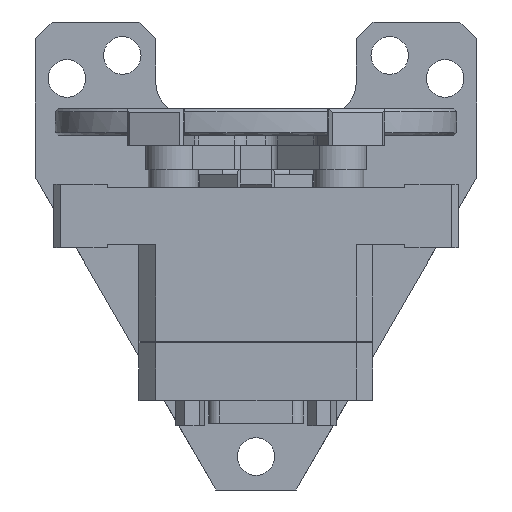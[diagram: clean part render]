
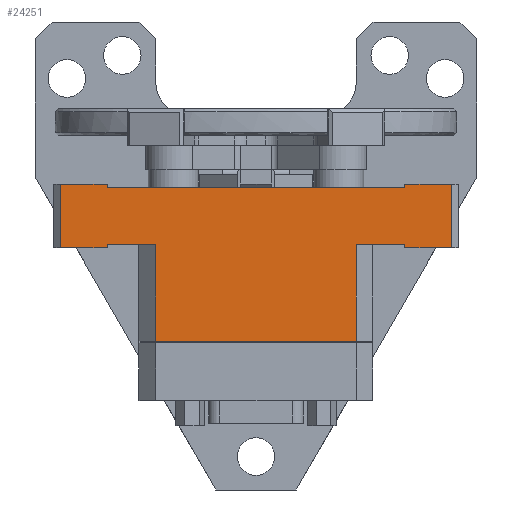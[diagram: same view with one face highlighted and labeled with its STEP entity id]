
A CAD part, front view. The second image highlights one B-rep face of the part: STEP entity #24251.
In plain terms, the highlighted planar face has unit normal (0, -1, 0).
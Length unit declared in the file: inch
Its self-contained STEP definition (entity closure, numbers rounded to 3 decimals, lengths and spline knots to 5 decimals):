
#306 = EDGE_LOOP ( 'NONE', ( #18871, #1818, #18677, #18797, #1769, #1802, #18808, #18764, #18843, #1829, #18831, #1791, #18896, #1761, #1849, #18742 ) ) ;
#1761 = ORIENTED_EDGE ( 'NONE', *, *, #28480, .T. ) ;
#1769 = ORIENTED_EDGE ( 'NONE', *, *, #29163, .F. ) ;
#1791 = ORIENTED_EDGE ( 'NONE', *, *, #28484, .T. ) ;
#1802 = ORIENTED_EDGE ( 'NONE', *, *, #28494, .F. ) ;
#1818 = ORIENTED_EDGE ( 'NONE', *, *, #28499, .T. ) ;
#1829 = ORIENTED_EDGE ( 'NONE', *, *, #28486, .T. ) ;
#1849 = ORIENTED_EDGE ( 'NONE', *, *, #24141, .T. ) ;
#4030 = VERTEX_POINT ( 'NONE', #20945 ) ;
#4065 = VERTEX_POINT ( 'NONE', #20980 ) ;
#6590 = LINE ( 'NONE', #6591, #13545 ) ;
#6591 = CARTESIAN_POINT ( 'NONE',  ( -1.5625, -1.12505, 0.6 ) ) ;
#6592 = DIRECTION ( 'NONE',  ( 1., 0., 0. ) ) ;
#7015 = VERTEX_POINT ( 'NONE', #21273 ) ;
#7229 = LINE ( 'NONE', #7261, #14460 ) ;
#7240 = LINE ( 'NONE', #7288, #14489 ) ;
#7261 = CARTESIAN_POINT ( 'NONE',  ( 1.1125, -1.12506, 0.575 ) ) ;
#7262 = DIRECTION ( 'NONE',  ( 0., 0., 1. ) ) ;
#7263 = LINE ( 'NONE', #7264, #14493 ) ;
#7264 = CARTESIAN_POINT ( 'NONE',  ( 0.75, -1.12505, -0.174 ) ) ;
#7265 = DIRECTION ( 'NONE',  ( 0., 0., 1. ) ) ;
#7266 = LINE ( 'NONE', #7267, #14497 ) ;
#7267 = CARTESIAN_POINT ( 'NONE',  ( 0.75, -1.12505, -0.124 ) ) ;
#7268 = DIRECTION ( 'NONE',  ( -1., 0., 0. ) ) ;
#7269 = LINE ( 'NONE', #7270, #14501 ) ;
#7270 = CARTESIAN_POINT ( 'NONE',  ( -0.75, -1.12505, -0.174 ) ) ;
#7271 = DIRECTION ( 'NONE',  ( 0., 0., -1. ) ) ;
#7272 = LINE ( 'NONE', #7273, #14505 ) ;
#7273 = CARTESIAN_POINT ( 'NONE',  ( -1.1125, -1.12505, 0.575 ) ) ;
#7274 = DIRECTION ( 'NONE',  ( 0., 0., 1. ) ) ;
#7275 = LINE ( 'NONE', #7276, #14508 ) ;
#7276 = CARTESIAN_POINT ( 'NONE',  ( -1.5125, -1.12505, 0.575 ) ) ;
#7277 = DIRECTION ( 'NONE',  ( -1., 0., 0. ) ) ;
#7278 = LINE ( 'NONE', #7279, #14513 ) ;
#7279 = CARTESIAN_POINT ( 'NONE',  ( -1.4625, -1.12505, 1.025 ) ) ;
#7280 = DIRECTION ( 'NONE',  ( 0., 0., -1. ) ) ;
#7281 = LINE ( 'NONE', #7282, #14517 ) ;
#7282 = CARTESIAN_POINT ( 'NONE',  ( -1.5125, -1.12505, 1.05 ) ) ;
#7283 = DIRECTION ( 'NONE',  ( 1., 0., 0. ) ) ;
#7284 = LINE ( 'NONE', #7286, #14521 ) ;
#7286 = CARTESIAN_POINT ( 'NONE',  ( -1.1125, -1.12505, 1.05 ) ) ;
#7287 = DIRECTION ( 'NONE',  ( 0., 0., -1. ) ) ;
#7288 = CARTESIAN_POINT ( 'NONE',  ( 1.1125, -1.12506, 1.05 ) ) ;
#7289 = DIRECTION ( 'NONE',  ( 0., 0., -1. ) ) ;
#7290 = LINE ( 'NONE', #7291, #14530 ) ;
#7291 = CARTESIAN_POINT ( 'NONE',  ( 1.1125, -1.12506, 1.05 ) ) ;
#7292 = DIRECTION ( 'NONE',  ( 1., 0., 0. ) ) ;
#7293 = LINE ( 'NONE', #7294, #14534 ) ;
#7294 = CARTESIAN_POINT ( 'NONE',  ( 1.4625, -1.12506, 1.025 ) ) ;
#7295 = DIRECTION ( 'NONE',  ( 0., 0., 1. ) ) ;
#7296 = LINE ( 'NONE', #7297, #14376 ) ;
#7297 = CARTESIAN_POINT ( 'NONE',  ( 1.5125, -1.12506, 0.575 ) ) ;
#7298 = DIRECTION ( 'NONE',  ( -1., 0., 0. ) ) ;
#7989 = CARTESIAN_POINT ( 'NONE',  ( -1.1125, -1.12505, 0.575 ) ) ;
#8207 = CARTESIAN_POINT ( 'NONE',  ( -1.5625, -1.12505, 1.025 ) ) ;
#8209 = LINE ( 'NONE', #8207, #29468 ) ;
#8214 = DIRECTION ( 'NONE',  ( 1., 0., 0. ) ) ;
#8245 = VERTEX_POINT ( 'NONE', #21378 ) ;
#8267 = VERTEX_POINT ( 'NONE', #21400 ) ;
#8280 = VERTEX_POINT ( 'NONE', #21412 ) ;
#8331 = VERTEX_POINT ( 'NONE', #21444 ) ;
#8363 = VERTEX_POINT ( 'NONE', #21471 ) ;
#11582 = CARTESIAN_POINT ( 'NONE',  ( -1.1125, -1.12505, 1.025 ) ) ;
#11607 = CARTESIAN_POINT ( 'NONE',  ( 1.1125, -1.12506, 1.025 ) ) ;
#11680 = CARTESIAN_POINT ( 'NONE',  ( -1.1125, -1.12505, 0.6 ) ) ;
#11687 = CARTESIAN_POINT ( 'NONE',  ( -0.75, -1.12505, 0.6 ) ) ;
#12249 = FACE_OUTER_BOUND ( 'NONE', #306, .T. ) ;
#12252 = CARTESIAN_POINT ( 'NONE',  ( -1.5625, -1.12505, 1.025 ) ) ;
#12253 = PLANE ( 'NONE',  #13630 ) ;
#12254 = DIRECTION ( 'NONE',  ( 0., 1., 0. ) ) ;
#12255 = DIRECTION ( 'NONE',  ( -1., 0., 0. ) ) ;
#12424 = CARTESIAN_POINT ( 'NONE',  ( -0.75, -1.12505, -0.124 ) ) ;
#12458 = CARTESIAN_POINT ( 'NONE',  ( 1.4625, -1.12506, 0.575 ) ) ;
#12522 = CARTESIAN_POINT ( 'NONE',  ( 1.4625, -1.12506, 1.05 ) ) ;
#13545 = VECTOR ( 'NONE', #6592, 39.37008 ) ;
#13630 = AXIS2_PLACEMENT_3D ( 'NONE', #12252, #12254, #12255 ) ;
#14376 = VECTOR ( 'NONE', #7298, 39.37008 ) ;
#14460 = VECTOR ( 'NONE', #7262, 39.37008 ) ;
#14489 = VECTOR ( 'NONE', #7289, 39.37008 ) ;
#14493 = VECTOR ( 'NONE', #7265, 39.37008 ) ;
#14497 = VECTOR ( 'NONE', #7268, 39.37008 ) ;
#14501 = VECTOR ( 'NONE', #7271, 39.37008 ) ;
#14505 = VECTOR ( 'NONE', #7274, 39.37008 ) ;
#14508 = VECTOR ( 'NONE', #7277, 39.37008 ) ;
#14513 = VECTOR ( 'NONE', #7280, 39.37008 ) ;
#14517 = VECTOR ( 'NONE', #7283, 39.37008 ) ;
#14521 = VECTOR ( 'NONE', #7287, 39.37008 ) ;
#14530 = VECTOR ( 'NONE', #7292, 39.37008 ) ;
#14534 = VECTOR ( 'NONE', #7295, 39.37008 ) ;
#16960 = LINE ( 'NONE', #16982, #23050 ) ;
#16982 = CARTESIAN_POINT ( 'NONE',  ( -1.5625, -1.12505, 0.6 ) ) ;
#16986 = DIRECTION ( 'NONE',  ( 1., 0., 0. ) ) ;
#18677 = ORIENTED_EDGE ( 'NONE', *, *, #28497, .F. ) ;
#18742 = ORIENTED_EDGE ( 'NONE', *, *, #28478, .F. ) ;
#18764 = ORIENTED_EDGE ( 'NONE', *, *, #28491, .T. ) ;
#18797 = ORIENTED_EDGE ( 'NONE', *, *, #28495, .T. ) ;
#18808 = ORIENTED_EDGE ( 'NONE', *, *, #28493, .F. ) ;
#18831 = ORIENTED_EDGE ( 'NONE', *, *, #21741, .T. ) ;
#18843 = ORIENTED_EDGE ( 'NONE', *, *, #28488, .F. ) ;
#18871 = ORIENTED_EDGE ( 'NONE', *, *, #28502, .F. ) ;
#18896 = ORIENTED_EDGE ( 'NONE', *, *, #28482, .F. ) ;
#20945 = CARTESIAN_POINT ( 'NONE',  ( 0.75, -1.12505, 0.6 ) ) ;
#20980 = CARTESIAN_POINT ( 'NONE',  ( 1.1125, -1.12506, 0.6 ) ) ;
#21273 = CARTESIAN_POINT ( 'NONE',  ( -1.4625, -1.12505, 0.575 ) ) ;
#21378 = CARTESIAN_POINT ( 'NONE',  ( -1.4625, -1.12505, 1.05 ) ) ;
#21400 = CARTESIAN_POINT ( 'NONE',  ( 1.1125, -1.12506, 0.575 ) ) ;
#21412 = CARTESIAN_POINT ( 'NONE',  ( 1.1125, -1.12506, 1.05 ) ) ;
#21444 = CARTESIAN_POINT ( 'NONE',  ( -1.1125, -1.12505, 1.05 ) ) ;
#21471 = CARTESIAN_POINT ( 'NONE',  ( 0.75, -1.12505, -0.124 ) ) ;
#21741 = EDGE_CURVE ( 'NONE', #29694, #29701, #16960, .T. ) ;
#23050 = VECTOR ( 'NONE', #16986, 39.37008 ) ;
#24141 = EDGE_CURVE ( 'NONE', #4030, #4065, #6590, .T. ) ;
#24251 = ADVANCED_FACE ( 'NONE', ( #12249 ), #12253, .F. ) ;
#24650 = VERTEX_POINT ( 'NONE', #12424 ) ;
#24684 = VERTEX_POINT ( 'NONE', #12458 ) ;
#24748 = VERTEX_POINT ( 'NONE', #12522 ) ;
#28478 = EDGE_CURVE ( 'NONE', #8267, #4065, #7229, .T. ) ;
#28480 = EDGE_CURVE ( 'NONE', #8363, #4030, #7263, .T. ) ;
#28482 = EDGE_CURVE ( 'NONE', #8363, #24650, #7266, .T. ) ;
#28484 = EDGE_CURVE ( 'NONE', #29701, #24650, #7269, .T. ) ;
#28486 = EDGE_CURVE ( 'NONE', #29029, #29694, #7272, .T. ) ;
#28488 = EDGE_CURVE ( 'NONE', #29029, #7015, #7275, .T. ) ;
#28491 = EDGE_CURVE ( 'NONE', #8245, #7015, #7278, .T. ) ;
#28493 = EDGE_CURVE ( 'NONE', #8245, #8331, #7281, .T. ) ;
#28494 = EDGE_CURVE ( 'NONE', #8331, #29596, #7284, .T. ) ;
#28495 = EDGE_CURVE ( 'NONE', #8280, #29621, #7240, .T. ) ;
#28497 = EDGE_CURVE ( 'NONE', #8280, #24748, #7290, .T. ) ;
#28499 = EDGE_CURVE ( 'NONE', #24684, #24748, #7293, .T. ) ;
#28502 = EDGE_CURVE ( 'NONE', #24684, #8267, #7296, .T. ) ;
#29029 = VERTEX_POINT ( 'NONE', #7989 ) ;
#29163 = EDGE_CURVE ( 'NONE', #29596, #29621, #8209, .T. ) ;
#29468 = VECTOR ( 'NONE', #8214, 39.37008 ) ;
#29596 = VERTEX_POINT ( 'NONE', #11582 ) ;
#29621 = VERTEX_POINT ( 'NONE', #11607 ) ;
#29694 = VERTEX_POINT ( 'NONE', #11680 ) ;
#29701 = VERTEX_POINT ( 'NONE', #11687 ) ;
